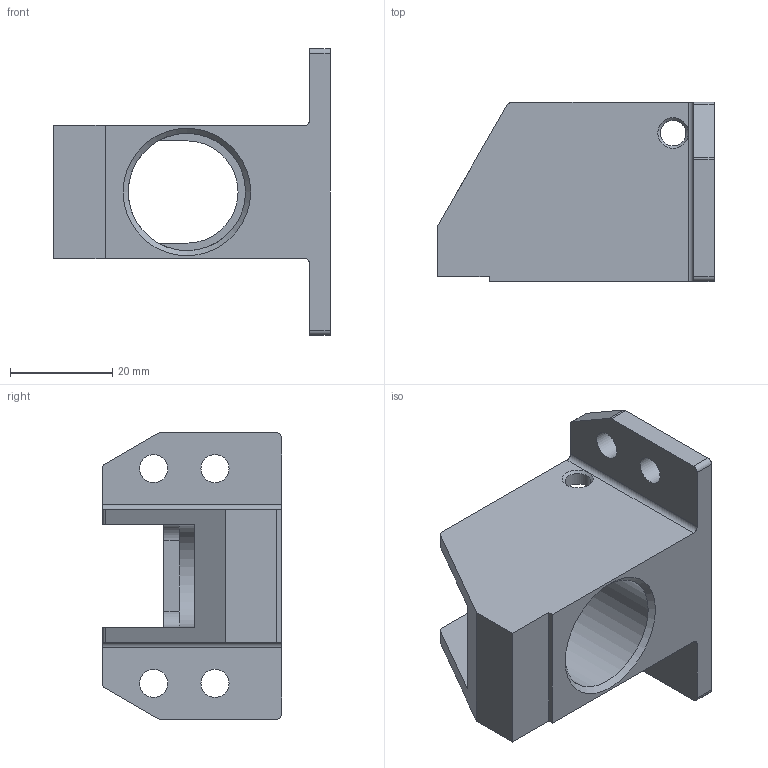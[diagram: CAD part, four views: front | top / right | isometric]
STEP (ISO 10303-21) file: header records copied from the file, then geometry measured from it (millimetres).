
FILE_DESCRIPTION(('STEP AP242'), '1');
FILE_NAME('珃倬 71.02.001 扻豵鵨', '', ('UNSPECIFIED'), ('UNSPECIFIED'), 'C3D Converter', 'C3D Toolkit', '');
FILE_SCHEMA(('AP242_MANAGED_MODEL_BASED_3D_ENGINEERING_MIM_LF { 1 0 10303 442 1 1 4 }'));
Length unit declared in the file: millimetre
Products named in the file (1): ПУРУ 71.02.001
Bounding box: 54 x 35 x 56 mm (x, y, z)
Volume: 26433.5 mm3; surface area: 11594.3 mm2
Topology: 1 solids, 1 shells, 46 faces, 132 edges, 85 vertices
Faces by surface type: plane 23, cylinder 20, cone 3
Full cylindrical faces by diameter (mm): 5 x2, 5.5 x4, 22.922 x1
Entity records: 1895 total; most frequent: DIRECTION 261, CARTESIAN_POINT 254, ORIENTED_EDGE 244, EDGE_CURVE 122, AXIS2_PLACEMENT_3D 92, VERTEX_POINT 85, LINE 77, VECTOR 77
